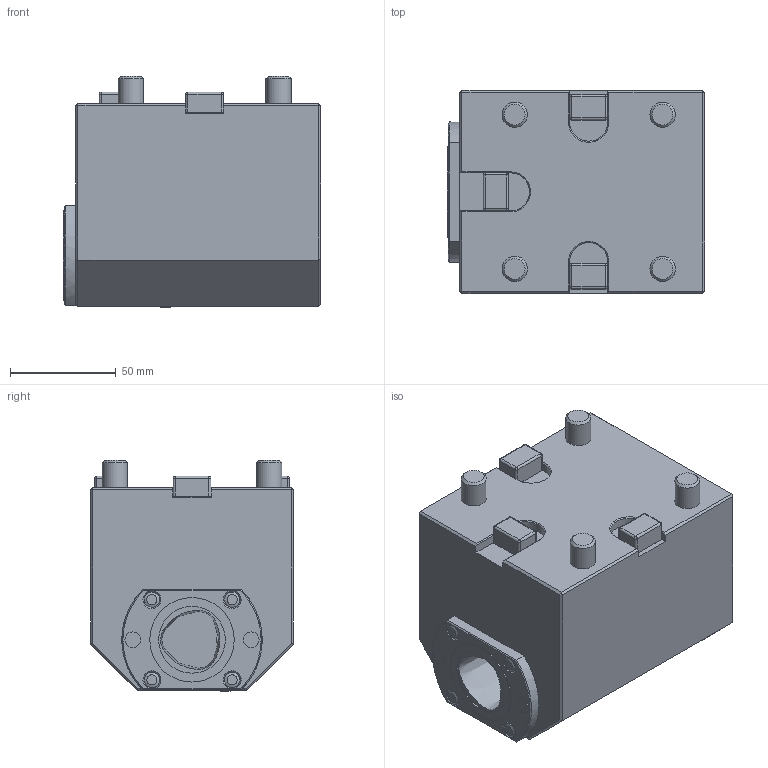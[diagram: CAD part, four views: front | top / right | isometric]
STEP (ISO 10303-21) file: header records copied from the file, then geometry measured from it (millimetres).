
FILE_DESCRIPTION(/* description */ (''),/* implementation_level */ '2;1');
FILE_NAME(/* name */ '1616147316476.stp',/* time_stamp */ '2021-03-19T10:48:43+01:00',/* author */ (''),/* organization */ ('SMS'),/* preprocessor_version */ 'ST-DEVELOPER v16.7',/* originating_system */ 'SIEMENS PLM Software NX 12.0',/* authorisation */ '');
FILE_SCHEMA (('AUTOMOTIVE_DESIGN { 1 0 10303 214 3 1 1 1 }'));
Length unit declared in the file: millimetre
Products named in the file (1): 203433860mod000_00
Bounding box: 122 x 96 x 109.49 mm (x, y, z)
Volume: 1020713.7 mm3; surface area: 67280.4 mm2
Topology: 1 solids, 1 shells, 200 faces, 486 edges, 291 vertices
Faces by surface type: plane 98, cylinder 55, cone 25, sphere 17, torus 4, bspline 1
Full cylindrical faces by diameter (mm): 2.5 x1, 4.495 x4, 4.995 x2, 5.183 x4, 5.694 x1, 5.994 x4, 7.193 x4, 11.988 x4, 31.6 x1, 39.96 x1
Entity records: 5604 total; most frequent: CARTESIAN_POINT 1338, DIRECTION 909, ORIENTED_EDGE 772, EDGE_CURVE 386, AXIS2_PLACEMENT_3D 350, EDGE_LOOP 272, VERTEX_POINT 256, LINE 209
